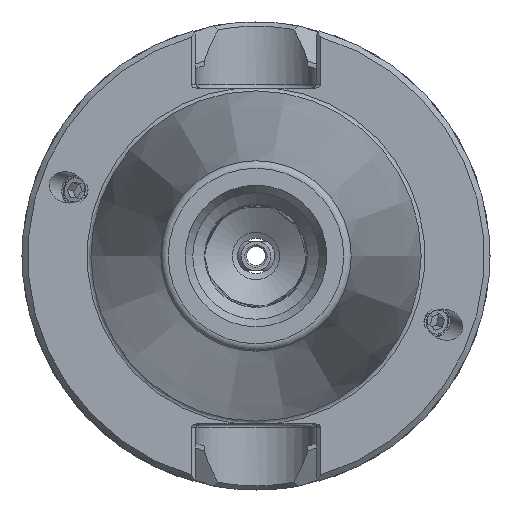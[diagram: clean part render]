
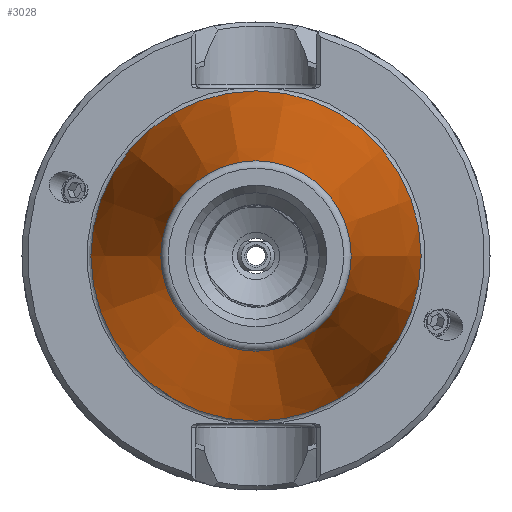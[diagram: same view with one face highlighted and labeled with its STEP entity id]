
A CAD part, left-side view. The second image highlights one B-rep face of the part: STEP entity #3028.
In plain terms, the highlighted conical face has half-angle 8.297 degrees and reference radius 17.456 mm.
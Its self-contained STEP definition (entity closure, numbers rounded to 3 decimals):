
#2985=CARTESIAN_POINT('',(-64.536,12.814,0.));
#2986=VERTEX_POINT('',#2985);
#2987=CARTESIAN_POINT('',(-64.536,0.,0.));
#2988=DIRECTION('',(-1.0,0.0,0.0));
#2989=DIRECTION('',(0.0,-1.0,0.0));
#2990=AXIS2_PLACEMENT_3D('',#2987,#2988,#2989);
#2991=CIRCLE('',#2990,12.814);
#2992=EDGE_CURVE('',#2986,#2986,#2991,.T.);
#3009=CARTESIAN_POINT('',(-32.703,0.0,0.0));
#3010=DIRECTION('',(1.0,0.0,0.0));
#3011=DIRECTION('',(0.,1.0,0.0));
#3012=AXIS2_PLACEMENT_3D('',#3009,#3010,#3011);
#3013=CONICAL_SURFACE('',#3012,17.456,8.297);
#3014=CARTESIAN_POINT('',(0.0,22.225,0.0));
#3015=VERTEX_POINT('',#3014);
#3016=CARTESIAN_POINT('',(0.0,0.0,0.0));
#3017=DIRECTION('',(1.0,0.,0.0));
#3018=DIRECTION('',(0.,1.0,0.0));
#3019=AXIS2_PLACEMENT_3D('',#3016,#3017,#3018);
#3020=CIRCLE('',#3019,22.225);
#3021=EDGE_CURVE('',#3015,#3015,#3020,.T.);
#3022=ORIENTED_EDGE('',*,*,#3021,.F.);
#3023=EDGE_LOOP('',(#3022));
#3024=FACE_OUTER_BOUND('',#3023,.T.);
#3025=ORIENTED_EDGE('',*,*,#2992,.F.);
#3026=EDGE_LOOP('',(#3025));
#3027=FACE_BOUND('',#3026,.T.);
#3028=ADVANCED_FACE('',(#3024,#3027),#3013,.T.);
